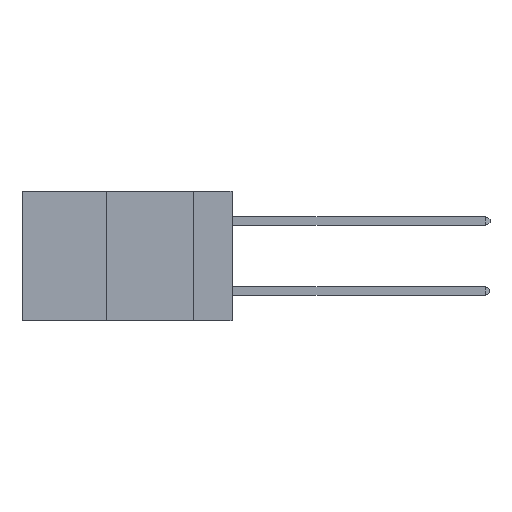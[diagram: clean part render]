
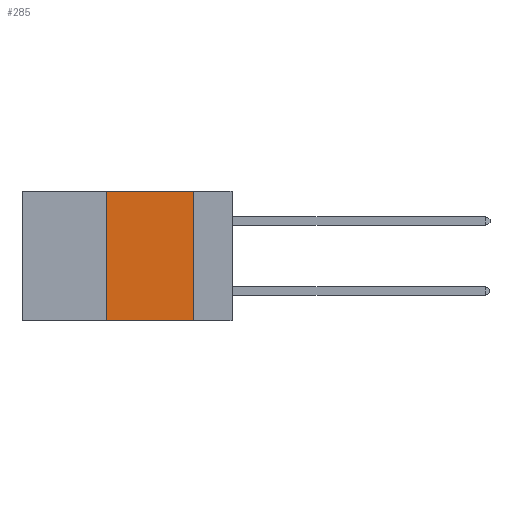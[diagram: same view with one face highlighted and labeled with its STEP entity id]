
A CAD part, left-side view. The second image highlights one B-rep face of the part: STEP entity #285.
In plain terms, the highlighted planar face has unit normal (-1, 0, 0).
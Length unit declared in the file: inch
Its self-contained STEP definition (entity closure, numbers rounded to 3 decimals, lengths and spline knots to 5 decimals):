
#285 = ADVANCED_FACE ( 'NONE', ( #8412 ), #5554, .F. ) ;
#291 = DIRECTION ( 'NONE',  ( 0., 0., -1. ) ) ;
#824 = ORIENTED_EDGE ( 'NONE', *, *, #10140, .F. ) ;
#1497 = DIRECTION ( 'NONE',  ( 0., -1., 0. ) ) ;
#1834 = CARTESIAN_POINT ( 'NONE',  ( 0., 0.36, -0.37 ) ) ;
#2636 = VECTOR ( 'NONE', #11432, 39.37008 ) ;
#2738 = CARTESIAN_POINT ( 'NONE',  ( 0., 0.6, 0. ) ) ;
#3102 = VERTEX_POINT ( 'NONE', #1834 ) ;
#4029 = VECTOR ( 'NONE', #15366, 39.37008 ) ;
#4274 = DIRECTION ( 'NONE',  ( 0., 0., -1. ) ) ;
#4719 = LINE ( 'NONE', #7788, #14797 ) ;
#5554 = PLANE ( 'NONE',  #7334 ) ;
#5804 = CARTESIAN_POINT ( 'NONE',  ( 0., 0.6, 0. ) ) ;
#6083 = CARTESIAN_POINT ( 'NONE',  ( 0., 0.6, -0.37 ) ) ;
#7131 = CARTESIAN_POINT ( 'NONE',  ( 0., 0.11, -0.37 ) ) ;
#7334 = AXIS2_PLACEMENT_3D ( 'NONE', #5804, #9903, #4274 ) ;
#7669 = LINE ( 'NONE', #6083, #4029 ) ;
#7783 = EDGE_CURVE ( 'NONE', #3102, #8993, #9172, .T. ) ;
#7788 = CARTESIAN_POINT ( 'NONE',  ( 0., 0.11, 0. ) ) ;
#8284 = VERTEX_POINT ( 'NONE', #9869 ) ;
#8412 = FACE_OUTER_BOUND ( 'NONE', #11760, .T. ) ;
#8815 = CARTESIAN_POINT ( 'NONE',  ( 0., 0.36, 0. ) ) ;
#8993 = VERTEX_POINT ( 'NONE', #8815 ) ;
#9037 = EDGE_CURVE ( 'NONE', #8993, #8284, #12475, .T. ) ;
#9172 = LINE ( 'NONE', #12574, #2636 ) ;
#9869 = CARTESIAN_POINT ( 'NONE',  ( 0., 0.11, 0. ) ) ;
#9903 = DIRECTION ( 'NONE',  ( 1., 0., 0. ) ) ;
#10140 = EDGE_CURVE ( 'NONE', #8284, #14597, #4719, .T. ) ;
#10339 = ORIENTED_EDGE ( 'NONE', *, *, #9037, .F. ) ;
#10391 = ORIENTED_EDGE ( 'NONE', *, *, #7783, .F. ) ;
#11432 = DIRECTION ( 'NONE',  ( 0., 0., 1. ) ) ;
#11760 = EDGE_LOOP ( 'NONE', ( #824, #10339, #10391, #12149 ) ) ;
#12109 = VECTOR ( 'NONE', #1497, 39.37008 ) ;
#12149 = ORIENTED_EDGE ( 'NONE', *, *, #12814, .T. ) ;
#12475 = LINE ( 'NONE', #2738, #12109 ) ;
#12574 = CARTESIAN_POINT ( 'NONE',  ( 0., 0.36, 0. ) ) ;
#12814 = EDGE_CURVE ( 'NONE', #3102, #14597, #7669, .T. ) ;
#14597 = VERTEX_POINT ( 'NONE', #7131 ) ;
#14797 = VECTOR ( 'NONE', #291, 39.37008 ) ;
#15366 = DIRECTION ( 'NONE',  ( 0., -1., 0. ) ) ;
